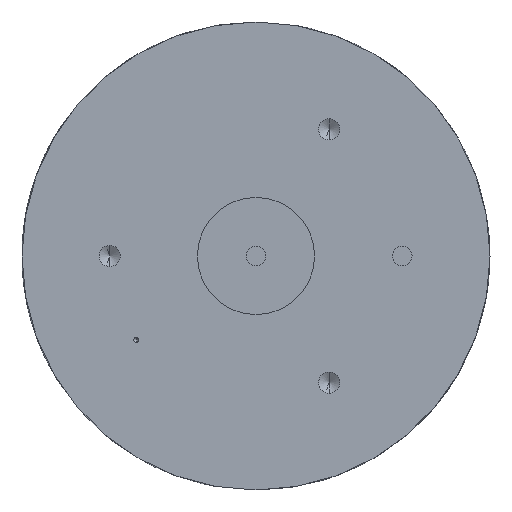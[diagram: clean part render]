
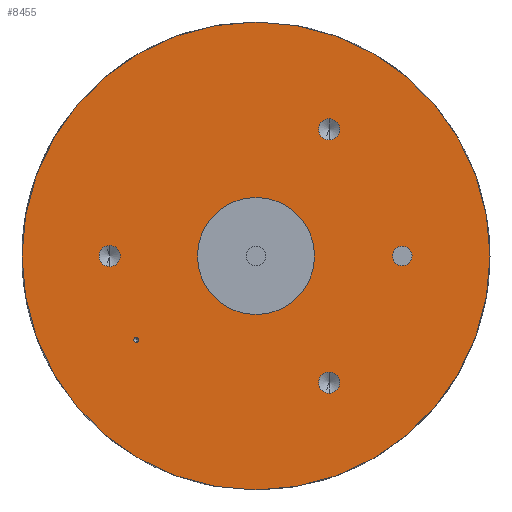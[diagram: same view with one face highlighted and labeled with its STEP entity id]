
A CAD part, front view. The second image highlights one B-rep face of the part: STEP entity #8455.
In plain terms, the highlighted planar face has unit normal (0, -1, 0).
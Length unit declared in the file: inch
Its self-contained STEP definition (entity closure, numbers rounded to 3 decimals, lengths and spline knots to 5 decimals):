
#5 = VERTEX_POINT ( 'NONE', #5545 ) ;
#45 = CIRCLE ( 'NONE', #2647, 0.06275 ) ;
#331 = AXIS2_PLACEMENT_3D ( 'NONE', #519, #5295, #1200 ) ;
#381 = CARTESIAN_POINT ( 'NONE',  ( -0.08101, -1.83108, -0.34634 ) ) ;
#410 = CARTESIAN_POINT ( 'NONE',  ( -1.01851, -1.83108, -0.34634 ) ) ;
#519 = CARTESIAN_POINT ( 'NONE',  ( -0.08101, -1.83108, -0.34634 ) ) ;
#522 = EDGE_LOOP ( 'NONE', ( #3490, #3102 ) ) ;
#669 = DIRECTION ( 'NONE',  ( 0., 0., -1. ) ) ;
#673 = ORIENTED_EDGE ( 'NONE', *, *, #5429, .F. ) ;
#765 = AXIS2_PLACEMENT_3D ( 'NONE', #3263, #7980, #3950 ) ;
#775 = EDGE_LOOP ( 'NONE', ( #8126, #673 ) ) ;
#866 = DIRECTION ( 'NONE',  ( 0., 0., 1. ) ) ;
#879 = FACE_BOUND ( 'NONE', #522, .T. ) ;
#890 = CIRCLE ( 'NONE', #2435, 0.068 ) ;
#930 = VERTEX_POINT ( 'NONE', #1603 ) ;
#1062 = DIRECTION ( 'NONE',  ( 0., 0., 1. ) ) ;
#1063 = VERTEX_POINT ( 'NONE', #3530 ) ;
#1089 = DIRECTION ( 'NONE',  ( 0., 0., -1. ) ) ;
#1145 = EDGE_LOOP ( 'NONE', ( #2446, #6530 ) ) ;
#1200 = DIRECTION ( 'NONE',  ( 0., 0., 1. ) ) ;
#1253 = EDGE_CURVE ( 'NONE', #8172, #4335, #5305, .T. ) ;
#1336 = CIRCLE ( 'NONE', #4188, 0.375 ) ;
#1342 = DIRECTION ( 'NONE',  ( 0., 1., 0. ) ) ;
#1475 = VERTEX_POINT ( 'NONE', #8608 ) ;
#1571 = CARTESIAN_POINT ( 'NONE',  ( -0.08101, -1.83108, 1.15366 ) ) ;
#1603 = CARTESIAN_POINT ( 'NONE',  ( 0.38774, -1.83108, 0.39756 ) ) ;
#1607 = DIRECTION ( 'NONE',  ( 0., -1., 0. ) ) ;
#1659 = CIRCLE ( 'NONE', #3570, 0.01562 ) ;
#1672 = CARTESIAN_POINT ( 'NONE',  ( 0.85649, -1.83108, -0.28359 ) ) ;
#1719 = CARTESIAN_POINT ( 'NONE',  ( 0.38774, -1.83108, 0.53356 ) ) ;
#1733 = DIRECTION ( 'NONE',  ( 0., -1., 0. ) ) ;
#1771 = CARTESIAN_POINT ( 'NONE',  ( 0.85649, -1.83108, -0.34634 ) ) ;
#1802 = EDGE_LOOP ( 'NONE', ( #3996, #3848 ) ) ;
#1889 = EDGE_CURVE ( 'NONE', #6689, #7330, #8766, .T. ) ;
#2044 = DIRECTION ( 'NONE',  ( 0., 1., 0. ) ) ;
#2131 = EDGE_CURVE ( 'NONE', #5, #5418, #4964, .T. ) ;
#2142 = AXIS2_PLACEMENT_3D ( 'NONE', #5684, #1607, #6350 ) ;
#2148 = EDGE_CURVE ( 'NONE', #5424, #3912, #1336, .T. ) ;
#2207 = AXIS2_PLACEMENT_3D ( 'NONE', #3595, #4968, #866 ) ;
#2221 = ORIENTED_EDGE ( 'NONE', *, *, #6908, .F. ) ;
#2232 = CARTESIAN_POINT ( 'NONE',  ( -0.84897, -1.83108, -0.88407 ) ) ;
#2315 = AXIS2_PLACEMENT_3D ( 'NONE', #3548, #8269, #4222 ) ;
#2435 = AXIS2_PLACEMENT_3D ( 'NONE', #5805, #1733, #6477 ) ;
#2436 = DIRECTION ( 'NONE',  ( 0., 0., 1. ) ) ;
#2446 = ORIENTED_EDGE ( 'NONE', *, *, #2818, .F. ) ;
#2488 = FACE_BOUND ( 'NONE', #1145, .T. ) ;
#2638 = EDGE_LOOP ( 'NONE', ( #3608, #4571 ) ) ;
#2647 = AXIS2_PLACEMENT_3D ( 'NONE', #5432, #1342, #6093 ) ;
#2689 = CIRCLE ( 'NONE', #765, 0.068 ) ;
#2747 = EDGE_CURVE ( 'NONE', #7330, #6689, #45, .T. ) ;
#2814 = AXIS2_PLACEMENT_3D ( 'NONE', #1771, #6509, #2436 ) ;
#2818 = EDGE_CURVE ( 'NONE', #1475, #3902, #1659, .T. ) ;
#2919 = DIRECTION ( 'NONE',  ( 0., 0., -1. ) ) ;
#3044 = CARTESIAN_POINT ( 'NONE',  ( 0.38774, -1.83108, 0.46556 ) ) ;
#3102 = ORIENTED_EDGE ( 'NONE', *, *, #2747, .T. ) ;
#3236 = CARTESIAN_POINT ( 'NONE',  ( 0.38774, -1.83108, -1.09024 ) ) ;
#3243 = DIRECTION ( 'NONE',  ( 0., -1., 0. ) ) ;
#3263 = CARTESIAN_POINT ( 'NONE',  ( 0.38774, -1.83108, -1.15824 ) ) ;
#3335 = ORIENTED_EDGE ( 'NONE', *, *, #8118, .F. ) ;
#3352 = CIRCLE ( 'NONE', #6920, 0.068 ) ;
#3439 = CIRCLE ( 'NONE', #6698, 0.068 ) ;
#3454 = AXIS2_PLACEMENT_3D ( 'NONE', #410, #5184, #1089 ) ;
#3490 = ORIENTED_EDGE ( 'NONE', *, *, #1889, .T. ) ;
#3530 = CARTESIAN_POINT ( 'NONE',  ( -0.08101, -1.83108, -1.84634 ) ) ;
#3548 = CARTESIAN_POINT ( 'NONE',  ( -0.08101, -1.83108, -0.34634 ) ) ;
#3570 = AXIS2_PLACEMENT_3D ( 'NONE', #2232, #6978, #2919 ) ;
#3595 = CARTESIAN_POINT ( 'NONE',  ( -0.08101, -1.83108, -0.34634 ) ) ;
#3608 = ORIENTED_EDGE ( 'NONE', *, *, #1253, .F. ) ;
#3739 = DIRECTION ( 'NONE',  ( 0., 0., -1. ) ) ;
#3759 = AXIS2_PLACEMENT_3D ( 'NONE', #8808, #4775, #669 ) ;
#3848 = ORIENTED_EDGE ( 'NONE', *, *, #2148, .T. ) ;
#3902 = VERTEX_POINT ( 'NONE', #5058 ) ;
#3912 = VERTEX_POINT ( 'NONE', #5858 ) ;
#3950 = DIRECTION ( 'NONE',  ( 0., 0., -1. ) ) ;
#3996 = ORIENTED_EDGE ( 'NONE', *, *, #5417, .T. ) ;
#4078 = FACE_BOUND ( 'NONE', #1802, .T. ) ;
#4089 = CIRCLE ( 'NONE', #5198, 1.5 ) ;
#4178 = VERTEX_POINT ( 'NONE', #1719 ) ;
#4188 = AXIS2_PLACEMENT_3D ( 'NONE', #6115, #2044, #6785 ) ;
#4222 = DIRECTION ( 'NONE',  ( 0., 0., 1. ) ) ;
#4335 = VERTEX_POINT ( 'NONE', #5304 ) ;
#4421 = CARTESIAN_POINT ( 'NONE',  ( -1.01851, -1.83108, -0.41434 ) ) ;
#4512 = EDGE_CURVE ( 'NONE', #5220, #1063, #7045, .T. ) ;
#4539 = CIRCLE ( 'NONE', #331, 0.375 ) ;
#4542 = FACE_BOUND ( 'NONE', #775, .T. ) ;
#4571 = ORIENTED_EDGE ( 'NONE', *, *, #6598, .F. ) ;
#4775 = DIRECTION ( 'NONE',  ( 0., -1., 0. ) ) ;
#4964 = CIRCLE ( 'NONE', #3759, 0.068 ) ;
#4968 = DIRECTION ( 'NONE',  ( 0., 1., 0. ) ) ;
#5058 = CARTESIAN_POINT ( 'NONE',  ( -0.84897, -1.83108, -0.86844 ) ) ;
#5156 = DIRECTION ( 'NONE',  ( 0., 1., 0. ) ) ;
#5184 = DIRECTION ( 'NONE',  ( 0., -1., 0. ) ) ;
#5198 = AXIS2_PLACEMENT_3D ( 'NONE', #381, #5156, #1062 ) ;
#5220 = VERTEX_POINT ( 'NONE', #1571 ) ;
#5295 = DIRECTION ( 'NONE',  ( 0., 1., 0. ) ) ;
#5304 = CARTESIAN_POINT ( 'NONE',  ( -1.01851, -1.83108, -0.27834 ) ) ;
#5305 = CIRCLE ( 'NONE', #3454, 0.068 ) ;
#5368 = EDGE_LOOP ( 'NONE', ( #5494, #3335 ) ) ;
#5417 = EDGE_CURVE ( 'NONE', #3912, #5424, #4539, .T. ) ;
#5418 = VERTEX_POINT ( 'NONE', #3236 ) ;
#5424 = VERTEX_POINT ( 'NONE', #7957 ) ;
#5429 = EDGE_CURVE ( 'NONE', #5418, #5, #2689, .T. ) ;
#5432 = CARTESIAN_POINT ( 'NONE',  ( 0.85649, -1.83108, -0.34634 ) ) ;
#5494 = ORIENTED_EDGE ( 'NONE', *, *, #5942, .F. ) ;
#5545 = CARTESIAN_POINT ( 'NONE',  ( 0.38774, -1.83108, -1.22624 ) ) ;
#5684 = CARTESIAN_POINT ( 'NONE',  ( -0.84897, -1.83108, -0.88407 ) ) ;
#5805 = CARTESIAN_POINT ( 'NONE',  ( -1.01851, -1.83108, -0.34634 ) ) ;
#5816 = EDGE_CURVE ( 'NONE', #3902, #1475, #7453, .T. ) ;
#5858 = CARTESIAN_POINT ( 'NONE',  ( -0.08101, -1.83108, -0.72134 ) ) ;
#5865 = EDGE_LOOP ( 'NONE', ( #2221, #6764 ) ) ;
#5911 = FACE_BOUND ( 'NONE', #2638, .T. ) ;
#5942 = EDGE_CURVE ( 'NONE', #930, #4178, #3439, .T. ) ;
#6093 = DIRECTION ( 'NONE',  ( 0., 0., 1. ) ) ;
#6098 = FACE_BOUND ( 'NONE', #5368, .T. ) ;
#6115 = CARTESIAN_POINT ( 'NONE',  ( -0.08101, -1.83108, -0.34634 ) ) ;
#6350 = DIRECTION ( 'NONE',  ( 0., 0., -1. ) ) ;
#6477 = DIRECTION ( 'NONE',  ( 0., 0., -1. ) ) ;
#6509 = DIRECTION ( 'NONE',  ( 0., 1., 0. ) ) ;
#6530 = ORIENTED_EDGE ( 'NONE', *, *, #5816, .F. ) ;
#6598 = EDGE_CURVE ( 'NONE', #4335, #8172, #890, .T. ) ;
#6689 = VERTEX_POINT ( 'NONE', #7973 ) ;
#6698 = AXIS2_PLACEMENT_3D ( 'NONE', #7291, #3243, #7967 ) ;
#6764 = ORIENTED_EDGE ( 'NONE', *, *, #4512, .F. ) ;
#6785 = DIRECTION ( 'NONE',  ( 0., 0., 1. ) ) ;
#6908 = EDGE_CURVE ( 'NONE', #1063, #5220, #4089, .T. ) ;
#6920 = AXIS2_PLACEMENT_3D ( 'NONE', #3044, #7763, #3739 ) ;
#6978 = DIRECTION ( 'NONE',  ( 0., -1., 0. ) ) ;
#7045 = CIRCLE ( 'NONE', #2315, 1.5 ) ;
#7291 = CARTESIAN_POINT ( 'NONE',  ( 0.38774, -1.83108, 0.46556 ) ) ;
#7330 = VERTEX_POINT ( 'NONE', #1672 ) ;
#7453 = CIRCLE ( 'NONE', #2142, 0.01562 ) ;
#7597 = PLANE ( 'NONE',  #2207 ) ;
#7665 = FACE_OUTER_BOUND ( 'NONE', #5865, .T. ) ;
#7763 = DIRECTION ( 'NONE',  ( 0., -1., 0. ) ) ;
#7957 = CARTESIAN_POINT ( 'NONE',  ( -0.08101, -1.83108, 0.02866 ) ) ;
#7967 = DIRECTION ( 'NONE',  ( 0., 0., -1. ) ) ;
#7973 = CARTESIAN_POINT ( 'NONE',  ( 0.85649, -1.83108, -0.40909 ) ) ;
#7980 = DIRECTION ( 'NONE',  ( 0., -1., 0. ) ) ;
#8118 = EDGE_CURVE ( 'NONE', #4178, #930, #3352, .T. ) ;
#8126 = ORIENTED_EDGE ( 'NONE', *, *, #2131, .F. ) ;
#8172 = VERTEX_POINT ( 'NONE', #4421 ) ;
#8269 = DIRECTION ( 'NONE',  ( 0., 1., 0. ) ) ;
#8455 = ADVANCED_FACE ( 'NONE', ( #2488, #879, #4542, #7665, #6098, #5911, #4078 ), #7597, .F. ) ;
#8608 = CARTESIAN_POINT ( 'NONE',  ( -0.84897, -1.83108, -0.89969 ) ) ;
#8766 = CIRCLE ( 'NONE', #2814, 0.06275 ) ;
#8808 = CARTESIAN_POINT ( 'NONE',  ( 0.38774, -1.83108, -1.15824 ) ) ;
